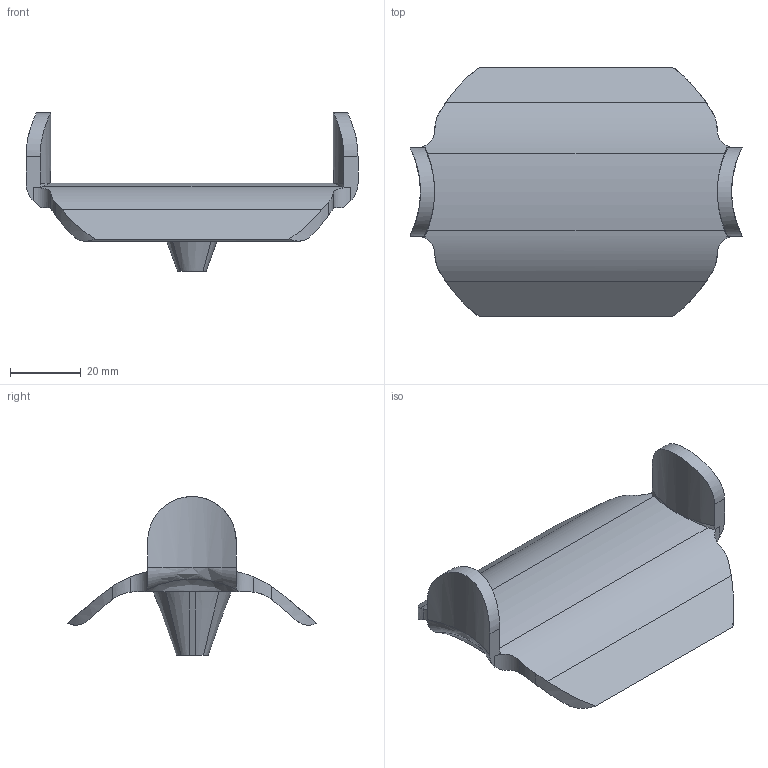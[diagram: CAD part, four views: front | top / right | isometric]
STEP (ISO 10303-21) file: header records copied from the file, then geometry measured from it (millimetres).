
FILE_DESCRIPTION(/* description */ (''),/* implementation_level */ '2;1');
FILE_NAME(/* name */ 'U-shaped_Joystick_Topper.step',/* time_stamp */ '2022-06-09T20:28:40-04:00',/* author */ (''),/* organization */ (''),/* preprocessor_version */ 'ST-DEVELOPER v19',/* originating_system */ 'Autodesk Translation Framework v11.7.0.108',/* authorisation */ '');
FILE_SCHEMA (('AUTOMOTIVE_DESIGN { 1 0 10303 214 3 1 1 }'));
Length unit declared in the file: millimetre
Products named in the file (3): U-shaped Joystick Topper; Joystick topper base; XAC_HandiAdapter_JoyStick_ErgoDesign
Assembly tree (2 placements, depth 2):
  U-shaped Joystick Topper
    Joystick topper base
    XAC_HandiAdapter_JoyStick_ErgoDesign
Bounding box: 94 x 70.64 x 44.97 mm (x, y, z)
Volume: 34272.7 mm3; surface area: 16490.2 mm2
Topology: 2 solids, 2 shells, 59 faces, 164 edges, 110 vertices
Faces by surface type: cylinder 31, plane 16, cone 6, torus 4, bspline 2
Entity records: 2346 total; most frequent: CARTESIAN_POINT 790, ORIENTED_EDGE 328, DIRECTION 292, EDGE_CURVE 164, AXIS2_PLACEMENT_3D 114, VERTEX_POINT 110, LINE 64, VECTOR 64
